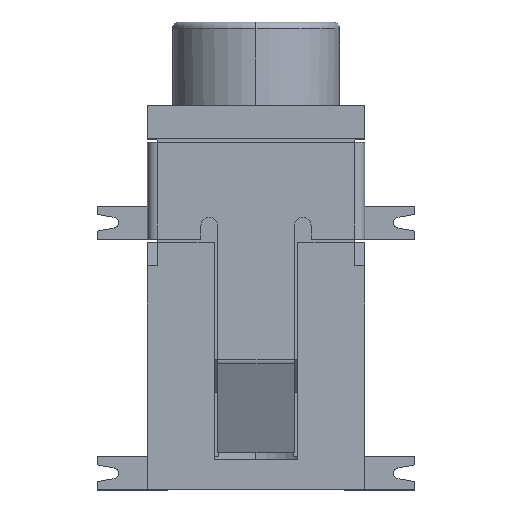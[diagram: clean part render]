
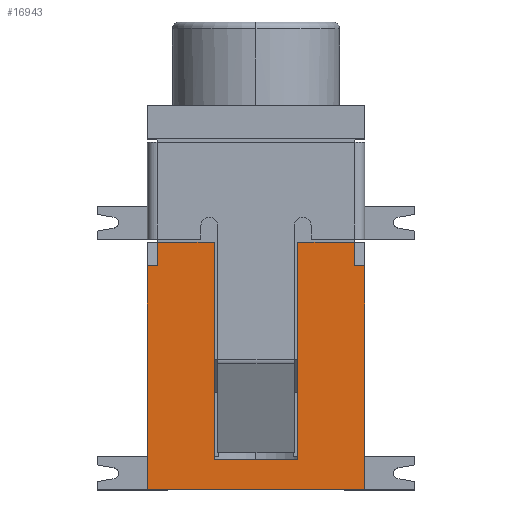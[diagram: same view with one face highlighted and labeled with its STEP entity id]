
A CAD part, top view. The second image highlights one B-rep face of the part: STEP entity #16943.
In plain terms, the highlighted planar face has unit normal (0, 0, 1).
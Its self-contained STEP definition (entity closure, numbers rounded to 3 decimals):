
#104 = CARTESIAN_POINT ( 'NONE',  ( -3.25, -0.3, 4.5 ) ) ;
#131 = CARTESIAN_POINT ( 'NONE',  ( -2.95, -0.3, 4.5 ) ) ;
#214 = LINE ( 'NONE', #10425, #4734 ) ;
#309 = VECTOR ( 'NONE', #12013, 1000. ) ;
#405 = LINE ( 'NONE', #11950, #8350 ) ;
#834 = CARTESIAN_POINT ( 'NONE',  ( 1.25, 0.4, 4.5 ) ) ;
#861 = CARTESIAN_POINT ( 'NONE',  ( -1.25, 0.4, 4.5 ) ) ;
#983 = VERTEX_POINT ( 'NONE', #12861 ) ;
#1221 = CARTESIAN_POINT ( 'NONE',  ( 3.25, -0.3, 4.5 ) ) ;
#1443 = DIRECTION ( 'NONE',  ( 0., 1., 0. ) ) ;
#1633 = DIRECTION ( 'NONE',  ( 1., 0., 0. ) ) ;
#2807 = CARTESIAN_POINT ( 'NONE',  ( 1.25, 0.4, 4.5 ) ) ;
#2857 = VERTEX_POINT ( 'NONE', #104 ) ;
#3434 = VECTOR ( 'NONE', #12612, 1000. ) ;
#3755 = VERTEX_POINT ( 'NONE', #18668 ) ;
#3772 = DIRECTION ( 'NONE',  ( 1., 0., 0. ) ) ;
#3830 = LINE ( 'NONE', #9358, #11442 ) ;
#4350 = CARTESIAN_POINT ( 'NONE',  ( 2.95, -0.3, 4.5 ) ) ;
#4424 = ORIENTED_EDGE ( 'NONE', *, *, #4969, .T. ) ;
#4430 = CARTESIAN_POINT ( 'NONE',  ( 1.25, -6.1, 4.5 ) ) ;
#4584 = EDGE_CURVE ( 'NONE', #983, #13397, #17033, .T. ) ;
#4637 = CARTESIAN_POINT ( 'NONE',  ( -1.25, -6.1, 4.5 ) ) ;
#4734 = VECTOR ( 'NONE', #14611, 1000. ) ;
#4741 = ORIENTED_EDGE ( 'NONE', *, *, #15081, .T. ) ;
#4756 = CARTESIAN_POINT ( 'NONE',  ( -3.25, -7., 4.5 ) ) ;
#4969 = EDGE_CURVE ( 'NONE', #2857, #10090, #15426, .T. ) ;
#5090 = EDGE_CURVE ( 'NONE', #8138, #11144, #12903, .T. ) ;
#5651 = DIRECTION ( 'NONE',  ( 0., 0., 1. ) ) ;
#5750 = LINE ( 'NONE', #2807, #18148 ) ;
#5794 = VECTOR ( 'NONE', #1633, 1000. ) ;
#6003 = CARTESIAN_POINT ( 'NONE',  ( 3.25, -7., 4.5 ) ) ;
#6072 = ORIENTED_EDGE ( 'NONE', *, *, #10532, .F. ) ;
#6514 = ORIENTED_EDGE ( 'NONE', *, *, #4584, .F. ) ;
#7006 = EDGE_CURVE ( 'NONE', #11487, #18809, #5750, .T. ) ;
#7857 = EDGE_CURVE ( 'NONE', #14819, #11487, #13520, .T. ) ;
#7954 = CARTESIAN_POINT ( 'NONE',  ( -3.25, 4.5, 4.5 ) ) ;
#8138 = VERTEX_POINT ( 'NONE', #6003 ) ;
#8350 = VECTOR ( 'NONE', #1443, 1000. ) ;
#8659 = VECTOR ( 'NONE', #10682, 1000. ) ;
#8683 = CARTESIAN_POINT ( 'NONE',  ( 2.95, 0.4, 4.5 ) ) ;
#8827 = CARTESIAN_POINT ( 'NONE',  ( 0., -1.25, 4.5 ) ) ;
#9265 = LINE ( 'NONE', #131, #18308 ) ;
#9343 = ORIENTED_EDGE ( 'NONE', *, *, #17068, .F. ) ;
#9358 = CARTESIAN_POINT ( 'NONE',  ( 2.95, -0.3, 4.5 ) ) ;
#9469 = DIRECTION ( 'NONE',  ( 1., 0., 0. ) ) ;
#9688 = CARTESIAN_POINT ( 'NONE',  ( 3.25, 0.4, 4.5 ) ) ;
#9759 = DIRECTION ( 'NONE',  ( 1., 0., 0. ) ) ;
#9782 = DIRECTION ( 'NONE',  ( 0., -1., 0. ) ) ;
#10090 = VERTEX_POINT ( 'NONE', #10628 ) ;
#10147 = CARTESIAN_POINT ( 'NONE',  ( -1.25, 0.4, 4.5 ) ) ;
#10425 = CARTESIAN_POINT ( 'NONE',  ( -2.95, 0.4, 4.5 ) ) ;
#10532 = EDGE_CURVE ( 'NONE', #13397, #14819, #18899, .T. ) ;
#10628 = CARTESIAN_POINT ( 'NONE',  ( -3.25, -7., 4.5 ) ) ;
#10682 = DIRECTION ( 'NONE',  ( 1., 0., 0. ) ) ;
#10868 = LINE ( 'NONE', #4756, #8659 ) ;
#11144 = VERTEX_POINT ( 'NONE', #1221 ) ;
#11442 = VECTOR ( 'NONE', #9469, 1000. ) ;
#11487 = VERTEX_POINT ( 'NONE', #4430 ) ;
#11731 = FACE_OUTER_BOUND ( 'NONE', #12240, .T. ) ;
#11816 = EDGE_CURVE ( 'NONE', #3755, #983, #214, .T. ) ;
#11824 = DIRECTION ( 'NONE',  ( 1., 0., 0. ) ) ;
#11950 = CARTESIAN_POINT ( 'NONE',  ( 2.95, 0.4, 4.5 ) ) ;
#12013 = DIRECTION ( 'NONE',  ( 0., -1., 0. ) ) ;
#12240 = EDGE_LOOP ( 'NONE', ( #6072, #6514, #19187, #4741, #4424, #16542, #15100, #13003, #15165, #9343, #14194, #19164 ) ) ;
#12612 = DIRECTION ( 'NONE',  ( 0., 1., 0. ) ) ;
#12805 = LINE ( 'NONE', #9688, #14293 ) ;
#12861 = CARTESIAN_POINT ( 'NONE',  ( -2.95, 0.4, 4.5 ) ) ;
#12903 = LINE ( 'NONE', #14267, #3434 ) ;
#13003 = ORIENTED_EDGE ( 'NONE', *, *, #14162, .F. ) ;
#13061 = VECTOR ( 'NONE', #9782, 1000. ) ;
#13397 = VERTEX_POINT ( 'NONE', #861 ) ;
#13520 = LINE ( 'NONE', #17857, #5794 ) ;
#13959 = VERTEX_POINT ( 'NONE', #8683 ) ;
#14162 = EDGE_CURVE ( 'NONE', #14629, #11144, #3830, .T. ) ;
#14194 = ORIENTED_EDGE ( 'NONE', *, *, #7006, .F. ) ;
#14267 = CARTESIAN_POINT ( 'NONE',  ( 3.25, 4.5, 4.5 ) ) ;
#14293 = VECTOR ( 'NONE', #3772, 1000. ) ;
#14390 = EDGE_CURVE ( 'NONE', #14629, #13959, #405, .T. ) ;
#14611 = DIRECTION ( 'NONE',  ( 0., 1., 0. ) ) ;
#14629 = VERTEX_POINT ( 'NONE', #4350 ) ;
#14659 = PLANE ( 'NONE',  #15484 ) ;
#14819 = VERTEX_POINT ( 'NONE', #4637 ) ;
#15081 = EDGE_CURVE ( 'NONE', #3755, #2857, #9265, .T. ) ;
#15100 = ORIENTED_EDGE ( 'NONE', *, *, #5090, .T. ) ;
#15165 = ORIENTED_EDGE ( 'NONE', *, *, #14390, .T. ) ;
#15195 = DIRECTION ( 'NONE',  ( -1., 0., 0. ) ) ;
#15426 = LINE ( 'NONE', #7954, #309 ) ;
#15484 = AXIS2_PLACEMENT_3D ( 'NONE', #8827, #5651, #11824 ) ;
#16107 = VECTOR ( 'NONE', #9759, 1000. ) ;
#16542 = ORIENTED_EDGE ( 'NONE', *, *, #16992, .T. ) ;
#16943 = ADVANCED_FACE ( 'NONE', ( #11731 ), #14659, .T. ) ;
#16992 = EDGE_CURVE ( 'NONE', #10090, #8138, #10868, .T. ) ;
#17033 = LINE ( 'NONE', #18597, #16107 ) ;
#17068 = EDGE_CURVE ( 'NONE', #18809, #13959, #12805, .T. ) ;
#17577 = DIRECTION ( 'NONE',  ( 0., 1., 0. ) ) ;
#17857 = CARTESIAN_POINT ( 'NONE',  ( 1.25, -6.1, 4.5 ) ) ;
#18148 = VECTOR ( 'NONE', #17577, 1000. ) ;
#18308 = VECTOR ( 'NONE', #15195, 1000. ) ;
#18597 = CARTESIAN_POINT ( 'NONE',  ( 3.25, 0.4, 4.5 ) ) ;
#18668 = CARTESIAN_POINT ( 'NONE',  ( -2.95, -0.3, 4.5 ) ) ;
#18809 = VERTEX_POINT ( 'NONE', #834 ) ;
#18899 = LINE ( 'NONE', #10147, #13061 ) ;
#19164 = ORIENTED_EDGE ( 'NONE', *, *, #7857, .F. ) ;
#19187 = ORIENTED_EDGE ( 'NONE', *, *, #11816, .F. ) ;
